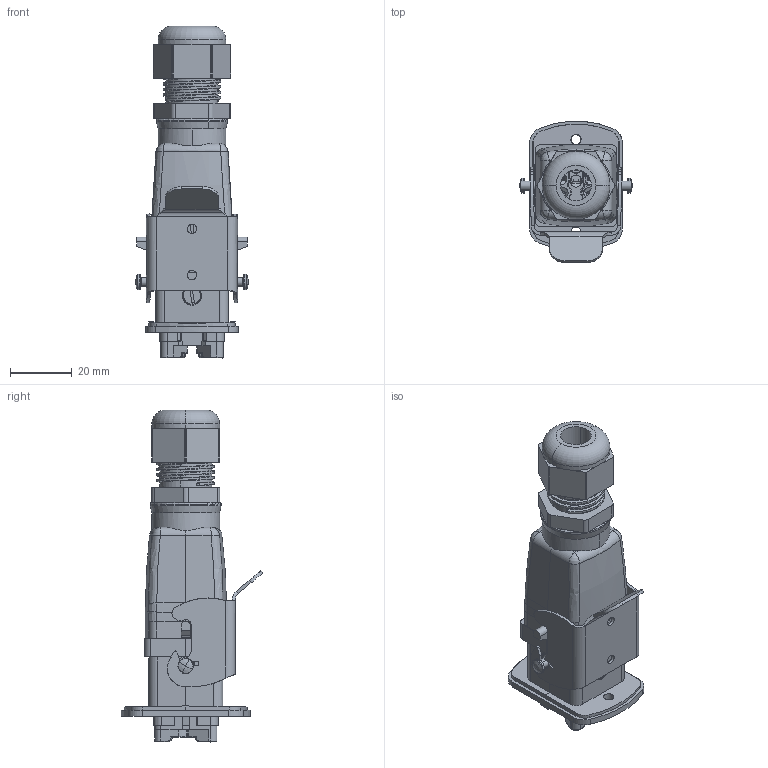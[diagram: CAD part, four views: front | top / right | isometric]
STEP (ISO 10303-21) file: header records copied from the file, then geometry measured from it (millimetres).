
FILE_DESCRIPTION(('CATIA V5 STEP Exchange','CAx-IF Rec.Pracs.--- Model Styling and Organization---1.4--- 2014-01-23'),'2;1');
FILE_NAME ('019344-1_3', '2019-11-22T13:12:16+00:00', ('none'), ('Weidmueller'), 'CATIA Version 5-6 Release 2016 SP3 HF44', 'CATIA V5 STEP AP214', 'none');
FILE_SCHEMA(('AUTOMOTIVE_DESIGN { 1 0 10303 214 1 1 1 1 }'));
Products named in the file (1): 1712600000
Bounding box: 36.5 x 45.96 x 107.74 mm (x, y, z)
Volume: 39550.2 mm3; surface area: 45810.7 mm2
Topology: 11 solids, 31 shells, 4014 faces, 10740 edges, 6648 vertices
Faces by surface type: plane 2268, cylinder 1063, torus 389, cone 204, bspline 38, sphere 32, extrusion 18, revolution 2
Entity records: 131491 total; most frequent: CARTESIAN_POINT 38833, ORIENTED_EDGE 21366, DIRECTION 15391, EDGE_CURVE 10683, VECTOR 6797, LINE 6779, VERTEX_POINT 6648, AXIS2_PLACEMENT_3D 5705
